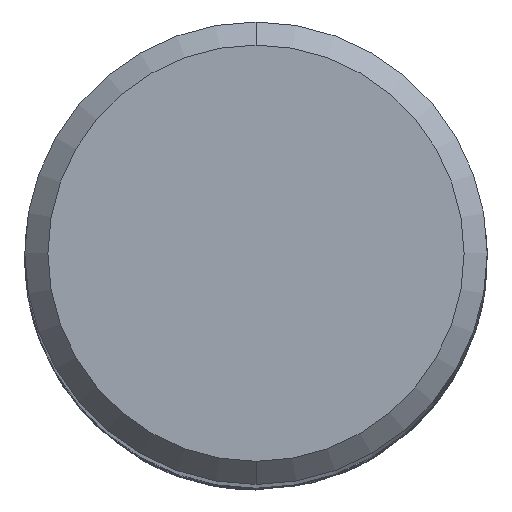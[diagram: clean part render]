
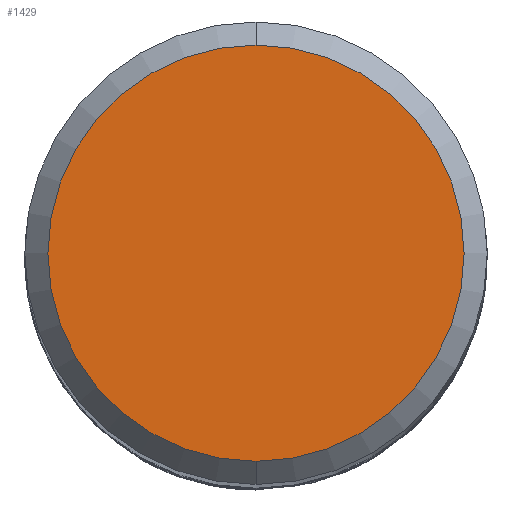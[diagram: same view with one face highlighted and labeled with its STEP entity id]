
A CAD part, top view. The second image highlights one B-rep face of the part: STEP entity #1429.
In plain terms, the highlighted planar face has unit normal (0, 0, 1).
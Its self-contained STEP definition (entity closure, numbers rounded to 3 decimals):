
#1429=ADVANCED_FACE('',(#3838),#3839,.T.);
#1473=EDGE_CURVE('',#1997,#2395,#3886,.T.);
#1765=EDGE_CURVE('',#2395,#1997,#4207,.T.);
#1997=VERTEX_POINT('',#4460);
#2395=VERTEX_POINT('',#4894);
#3838=FACE_OUTER_BOUND('',#9687,.T.);
#3839=PLANE('',#9688);
#3886=CIRCLE('',#10536,4.5);
#4207=CIRCLE('',#12974,4.5);
#4460=CARTESIAN_POINT('',(0.0,4.5,0.0));
#4894=CARTESIAN_POINT('',(0.,-4.5,0.0));
#9687=EDGE_LOOP('',(#30114,#30115));
#9688=AXIS2_PLACEMENT_3D('',#30116,#30117,#30118);
#10536=AXIS2_PLACEMENT_3D('',#30157,#30158,#30159);
#12974=AXIS2_PLACEMENT_3D('',#30506,#30507,#30508);
#30114=ORIENTED_EDGE('',*,*,#1473,.F.);
#30115=ORIENTED_EDGE('',*,*,#1765,.F.);
#30116=CARTESIAN_POINT('',(0.0,2.25,0.0));
#30117=DIRECTION('',(-0.0,0.0,1.0));
#30118=DIRECTION('',(0.0,-1.0,0.0));
#30157=CARTESIAN_POINT('',(0.0,0.0,0.0));
#30158=DIRECTION('',(0.0,0.0,-1.0));
#30159=DIRECTION('',(0.0,1.0,0.0));
#30506=CARTESIAN_POINT('',(0.0,0.0,0.0));
#30507=DIRECTION('',(0.0,0.0,-1.0));
#30508=DIRECTION('',(0.0,1.0,0.0));
